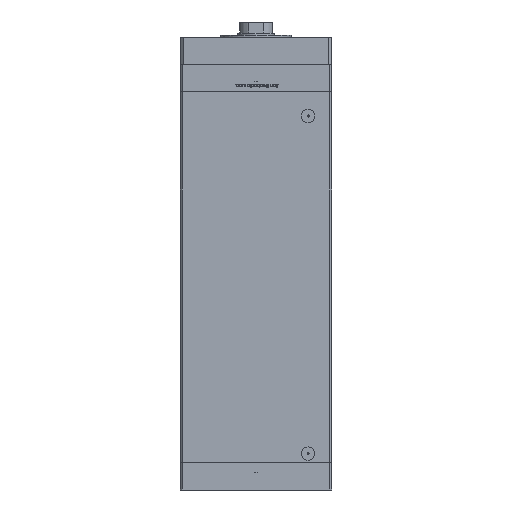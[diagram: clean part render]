
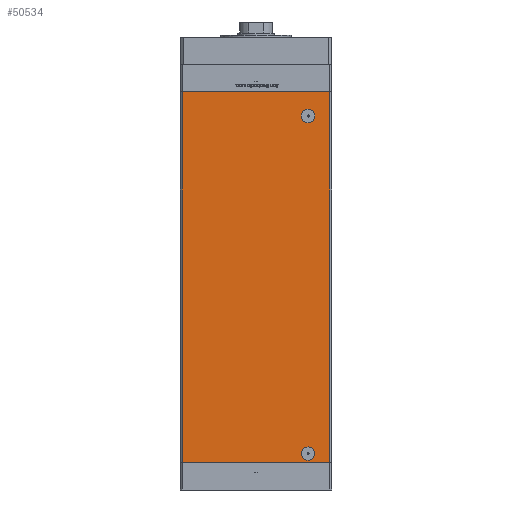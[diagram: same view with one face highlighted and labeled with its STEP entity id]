
A CAD part, front view. The second image highlights one B-rep face of the part: STEP entity #50534.
In plain terms, the highlighted planar face has unit normal (0, -1, 0).
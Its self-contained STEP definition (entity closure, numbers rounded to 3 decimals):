
#155 = EDGE_LOOP ( 'NONE', ( #49116, #47121 ) ) ;
#173 = VERTEX_POINT ( 'NONE', #21842 ) ;
#800 = CIRCLE ( 'NONE', #43205, 6.58 ) ;
#1046 = DIRECTION ( 'NONE',  ( 0., -1., 0. ) ) ;
#1565 = LINE ( 'NONE', #9430, #15698 ) ;
#1716 = CARTESIAN_POINT ( 'NONE',  ( 51.5, -62.5, 9. ) ) ;
#3005 = VECTOR ( 'NONE', #26260, 1000. ) ;
#3301 = CARTESIAN_POINT ( 'NONE',  ( -73., -62.5, 367. ) ) ;
#3894 = CARTESIAN_POINT ( 'NONE',  ( 51.5, -62.5, 336.42 ) ) ;
#6471 = PLANE ( 'NONE',  #25620 ) ;
#6808 = ORIENTED_EDGE ( 'NONE', *, *, #7465, .T. ) ;
#6817 = VECTOR ( 'NONE', #16662, 1000. ) ;
#7465 = EDGE_CURVE ( 'NONE', #21250, #16531, #50777, .T. ) ;
#7751 = ORIENTED_EDGE ( 'NONE', *, *, #18840, .F. ) ;
#7838 = VERTEX_POINT ( 'NONE', #8036 ) ;
#7892 = AXIS2_PLACEMENT_3D ( 'NONE', #21343, #46279, #38122 ) ;
#8036 = CARTESIAN_POINT ( 'NONE',  ( 51.5, -62.5, 15.58 ) ) ;
#8762 = CIRCLE ( 'NONE', #7892, 6.58 ) ;
#9385 = EDGE_CURVE ( 'NONE', #10725, #29830, #800, .T. ) ;
#9430 = CARTESIAN_POINT ( 'NONE',  ( -73., -62.5, 367. ) ) ;
#9753 = CARTESIAN_POINT ( 'NONE',  ( -73., -62.5, 0. ) ) ;
#10725 = VERTEX_POINT ( 'NONE', #32148 ) ;
#11066 = DIRECTION ( 'NONE',  ( 0., 1., 0. ) ) ;
#11589 = FACE_BOUND ( 'NONE', #155, .T. ) ;
#12621 = VERTEX_POINT ( 'NONE', #40049 ) ;
#13149 = CARTESIAN_POINT ( 'NONE',  ( -73., -62.5, 367. ) ) ;
#13856 = EDGE_CURVE ( 'NONE', #29830, #10725, #8762, .T. ) ;
#13914 = EDGE_CURVE ( 'NONE', #53118, #7838, #46816, .T. ) ;
#15132 = FACE_BOUND ( 'NONE', #21175, .T. ) ;
#15193 = CARTESIAN_POINT ( 'NONE',  ( 51.5, -62.5, 2.42 ) ) ;
#15653 = FACE_OUTER_BOUND ( 'NONE', #29564, .T. ) ;
#15698 = VECTOR ( 'NONE', #29737, 1000. ) ;
#16406 = ORIENTED_EDGE ( 'NONE', *, *, #31483, .F. ) ;
#16531 = VERTEX_POINT ( 'NONE', #32654 ) ;
#16662 = DIRECTION ( 'NONE',  ( 0., 0., -1. ) ) ;
#17551 = DIRECTION ( 'NONE',  ( 0., 0., -1. ) ) ;
#18194 = ORIENTED_EDGE ( 'NONE', *, *, #41113, .T. ) ;
#18262 = AXIS2_PLACEMENT_3D ( 'NONE', #47069, #1046, #17551 ) ;
#18840 = EDGE_CURVE ( 'NONE', #21250, #12621, #1565, .T. ) ;
#19173 = CARTESIAN_POINT ( 'NONE',  ( -73., -62.5, 367. ) ) ;
#20479 = LINE ( 'NONE', #49199, #38178 ) ;
#21149 = EDGE_CURVE ( 'NONE', #7838, #53118, #34806, .T. ) ;
#21175 = EDGE_LOOP ( 'NONE', ( #51608, #28479 ) ) ;
#21250 = VERTEX_POINT ( 'NONE', #3301 ) ;
#21343 = CARTESIAN_POINT ( 'NONE',  ( 51.5, -62.5, 343. ) ) ;
#21842 = CARTESIAN_POINT ( 'NONE',  ( 73., -62.5, 0. ) ) ;
#25620 = AXIS2_PLACEMENT_3D ( 'NONE', #19173, #11066, #39765 ) ;
#26260 = DIRECTION ( 'NONE',  ( 1., 0., 0. ) ) ;
#28479 = ORIENTED_EDGE ( 'NONE', *, *, #9385, .T. ) ;
#29564 = EDGE_LOOP ( 'NONE', ( #18194, #16406, #7751, #6808 ) ) ;
#29737 = DIRECTION ( 'NONE',  ( 1., 0., 0. ) ) ;
#29830 = VERTEX_POINT ( 'NONE', #3894 ) ;
#31483 = EDGE_CURVE ( 'NONE', #12621, #173, #20479, .T. ) ;
#32148 = CARTESIAN_POINT ( 'NONE',  ( 51.5, -62.5, 349.58 ) ) ;
#32654 = CARTESIAN_POINT ( 'NONE',  ( -73., -62.5, 0. ) ) ;
#34210 = DIRECTION ( 'NONE',  ( 0., 0., -1. ) ) ;
#34478 = DIRECTION ( 'NONE',  ( 0., -1., 0. ) ) ;
#34806 = CIRCLE ( 'NONE', #44310, 6.58 ) ;
#36996 = DIRECTION ( 'NONE',  ( 0., 0., -1. ) ) ;
#37937 = CARTESIAN_POINT ( 'NONE',  ( 51.5, -62.5, 343. ) ) ;
#38122 = DIRECTION ( 'NONE',  ( 0., 0., -1. ) ) ;
#38178 = VECTOR ( 'NONE', #36996, 1000. ) ;
#39765 = DIRECTION ( 'NONE',  ( 0., 0., 1. ) ) ;
#40049 = CARTESIAN_POINT ( 'NONE',  ( 73., -62.5, 367. ) ) ;
#41113 = EDGE_CURVE ( 'NONE', #16531, #173, #46846, .T. ) ;
#42551 = DIRECTION ( 'NONE',  ( 0., 0., -1. ) ) ;
#43205 = AXIS2_PLACEMENT_3D ( 'NONE', #37937, #50679, #42551 ) ;
#44310 = AXIS2_PLACEMENT_3D ( 'NONE', #1716, #34478, #34210 ) ;
#46279 = DIRECTION ( 'NONE',  ( 0., 1., 0. ) ) ;
#46816 = CIRCLE ( 'NONE', #18262, 6.58 ) ;
#46846 = LINE ( 'NONE', #9753, #3005 ) ;
#47069 = CARTESIAN_POINT ( 'NONE',  ( 51.5, -62.5, 9. ) ) ;
#47121 = ORIENTED_EDGE ( 'NONE', *, *, #21149, .F. ) ;
#49116 = ORIENTED_EDGE ( 'NONE', *, *, #13914, .F. ) ;
#49199 = CARTESIAN_POINT ( 'NONE',  ( 73., -62.5, 367. ) ) ;
#50534 = ADVANCED_FACE ( 'NONE', ( #11589, #15653, #15132 ), #6471, .F. ) ;
#50679 = DIRECTION ( 'NONE',  ( 0., 1., 0. ) ) ;
#50777 = LINE ( 'NONE', #13149, #6817 ) ;
#51608 = ORIENTED_EDGE ( 'NONE', *, *, #13856, .T. ) ;
#53118 = VERTEX_POINT ( 'NONE', #15193 ) ;
